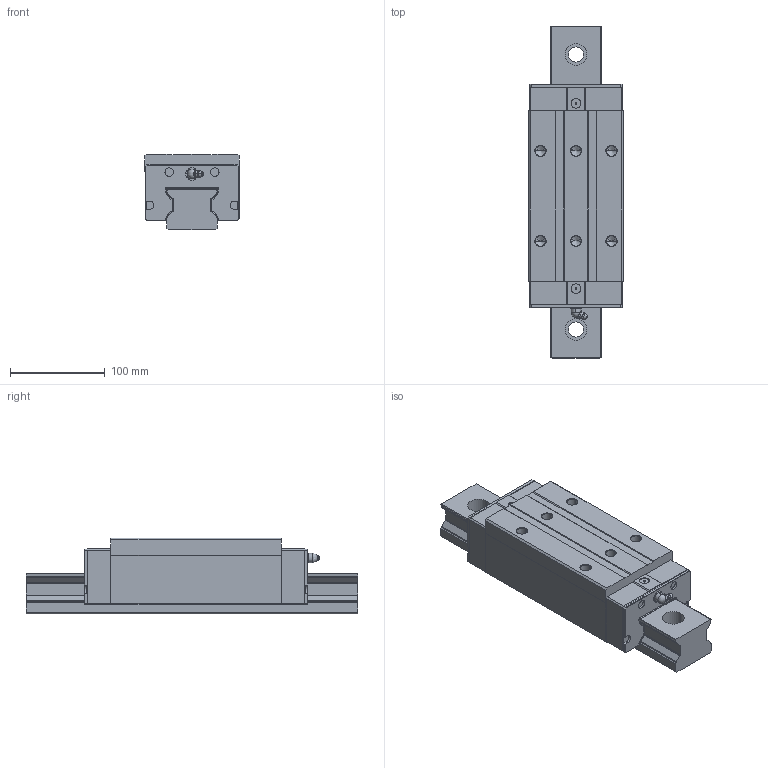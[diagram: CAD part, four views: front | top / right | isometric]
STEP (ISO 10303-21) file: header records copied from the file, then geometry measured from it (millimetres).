
FILE_DESCRIPTION((''),'1');
FILE_NAME(' ',' ',(''),(''),'ACIS Interop R16','Kubotek KeyCreator V6.5.2 (0407)',' ');
FILE_SCHEMA(('CONFIG_CONTROL_DESIGN'));
Length unit declared in the file: millimetre
Products named in the file (7): 1; 2; 3; 4; 5; 6; 7
Bounding box: 100 x 350 x 80 mm (x, y, z)
Volume: 1845174.2 mm3; surface area: 230955.9 mm2
Topology: 7 solids, 7 shells, 990 faces, 2536 edges, 1555 vertices
Faces by surface type: plane 725, cylinder 180, cone 66, torus 14, sphere 3, bspline 2
Entity records: 29740 total; most frequent: CARTESIAN_POINT 5384, ORIENTED_EDGE 5044, DIRECTION 4892, EDGE_CURVE 2522, LINE 2062, VECTOR 2062, VERTEX_POINT 1555, AXIS2_PLACEMENT_3D 1415
